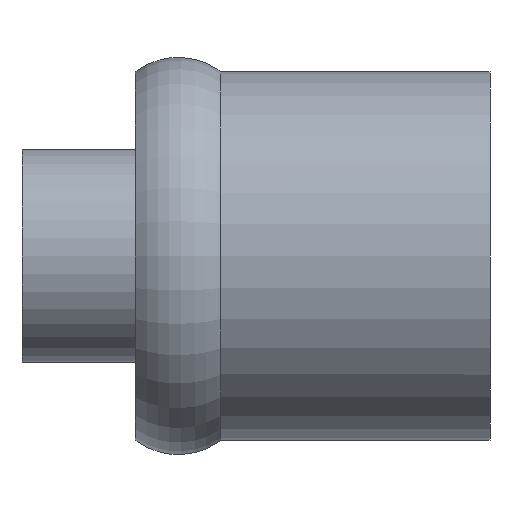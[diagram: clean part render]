
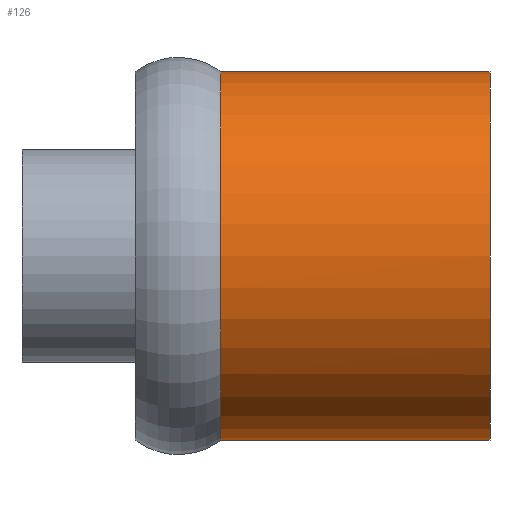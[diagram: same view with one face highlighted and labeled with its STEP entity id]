
A CAD part, left-side view. The second image highlights one B-rep face of the part: STEP entity #126.
In plain terms, the highlighted cylindrical face has radius 13 mm (diameter 26 mm), a full revolution.
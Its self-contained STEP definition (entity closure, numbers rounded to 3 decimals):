
#99=FACE_BOUND('',#186,.T.);
#100=FACE_BOUND('',#187,.T.);
#126=ADVANCED_FACE('',(#99,#100),#148,.T.);
#148=CYLINDRICAL_SURFACE('',#523,13.);
#186=EDGE_LOOP('',(#304,#305));
#187=EDGE_LOOP('',(#306));
#245=CIRCLE('',#519,13.);
#246=CIRCLE('',#521,13.);
#247=CIRCLE('',#522,13.);
#304=ORIENTED_EDGE('',*,*,#453,.T.);
#305=ORIENTED_EDGE('',*,*,#450,.T.);
#306=ORIENTED_EDGE('',*,*,#454,.F.);
#400=VERTEX_POINT('',#1966);
#401=VERTEX_POINT('',#1967);
#402=VERTEX_POINT('',#1991);
#450=EDGE_CURVE('',#400,#401,#245,.T.);
#453=EDGE_CURVE('',#401,#400,#246,.T.);
#454=EDGE_CURVE('',#402,#402,#247,.T.);
#519=AXIS2_PLACEMENT_3D('',#1965,#586,#587);
#521=AXIS2_PLACEMENT_3D('',#1989,#590,#591);
#522=AXIS2_PLACEMENT_3D('',#1990,#592,#593);
#523=AXIS2_PLACEMENT_3D('',#1992,#594,#595);
#586=DIRECTION('',(0.,-1.,0.));
#587=DIRECTION('',(0.,0.,-1.));
#590=DIRECTION('',(0.,-1.,0.));
#591=DIRECTION('',(0.,0.,-1.));
#592=DIRECTION('',(0.,-1.,0.));
#593=DIRECTION('',(0.,0.,-1.));
#594=DIRECTION('',(0.,-1.,0.));
#595=DIRECTION('',(0.,0.,-1.));
#1965=CARTESIAN_POINT('',(120.,52.,0.));
#1966=CARTESIAN_POINT('',(122.281,52.,12.798));
#1967=CARTESIAN_POINT('',(122.281,52.,-12.798));
#1989=CARTESIAN_POINT('',(120.,52.,0.));
#1990=CARTESIAN_POINT('',(120.,33.,0.));
#1991=CARTESIAN_POINT('',(120.,33.,-13.));
#1992=CARTESIAN_POINT('',(120.,25.5,0.));
